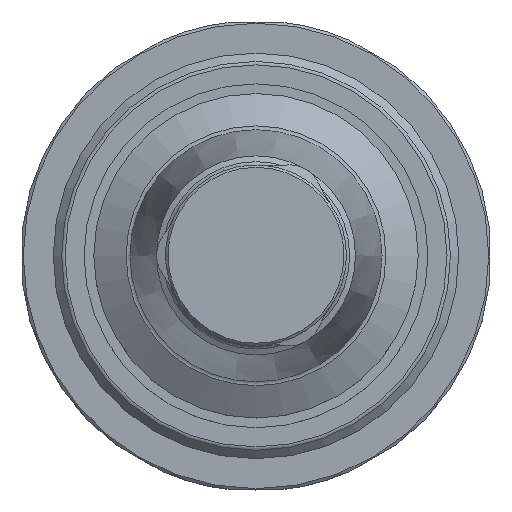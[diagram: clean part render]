
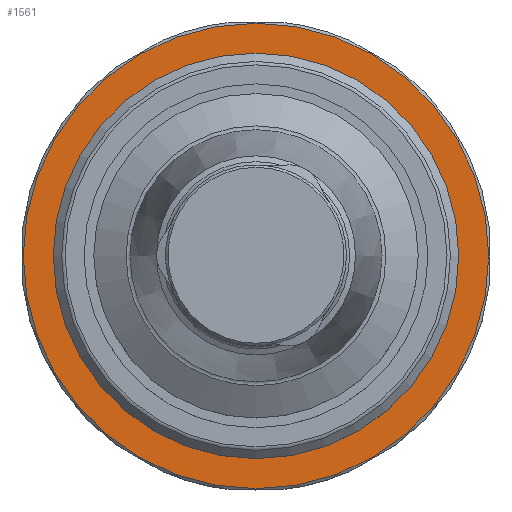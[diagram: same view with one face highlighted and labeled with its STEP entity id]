
A CAD part, top view. The second image highlights one B-rep face of the part: STEP entity #1561.
In plain terms, the highlighted planar face has unit normal (0, 0, 1).
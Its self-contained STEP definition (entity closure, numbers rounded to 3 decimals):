
#237=PLANE('',#1752);
#646=ORIENTED_EDGE('',*,*,#872,.T.);
#647=ORIENTED_EDGE('',*,*,#912,.F.);
#872=EDGE_CURVE('',#1039,#1039,#1142,.T.);
#912=EDGE_CURVE('',#1069,#1069,#1154,.T.);
#1039=VERTEX_POINT('',#2741);
#1069=VERTEX_POINT('',#2867);
#1142=CIRCLE('',#1727,24.65);
#1154=CIRCLE('',#1753,28.7);
#1281=EDGE_LOOP('',(#646));
#1282=EDGE_LOOP('',(#647));
#1421=FACE_BOUND('',#1281,.T.);
#1422=FACE_BOUND('',#1282,.T.);
#1561=ADVANCED_FACE('',(#1421,#1422),#237,.F.);
#1727=AXIS2_PLACEMENT_3D('',#2740,#2097,#2098);
#1752=AXIS2_PLACEMENT_3D('',#2865,#2161,#2162);
#1753=AXIS2_PLACEMENT_3D('',#2866,#2163,#2164);
#2097=DIRECTION('',(0.,0.,-1.));
#2098=DIRECTION('',(-1.,0.,0.));
#2161=DIRECTION('',(0.,0.,-1.));
#2162=DIRECTION('',(-1.,0.,0.));
#2163=DIRECTION('',(0.,0.,-1.));
#2164=DIRECTION('',(-1.,0.,0.));
#2740=CARTESIAN_POINT('',(0.,0.,-1.));
#2741=CARTESIAN_POINT('',(-24.65,0.,-1.));
#2865=CARTESIAN_POINT('',(-24.65,0.,-1.));
#2866=CARTESIAN_POINT('',(0.,0.,-1.));
#2867=CARTESIAN_POINT('',(-28.7,0.,-1.));
